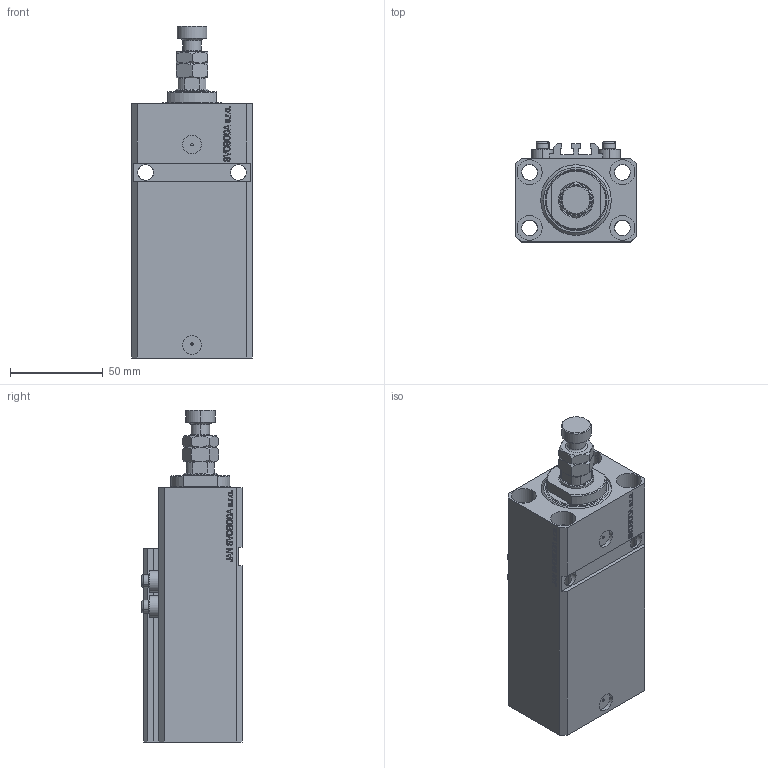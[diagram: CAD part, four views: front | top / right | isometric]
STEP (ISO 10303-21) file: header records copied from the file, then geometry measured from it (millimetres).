
FILE_DESCRIPTION (( 'STEP AP203' ), '1' );
FILE_NAME ('73a3.STEP', '2022-04-09T15:51:00', ( '' ), ( '' ), 'SwSTEP 2.0', 'SolidWorks 2019', '' );
FILE_SCHEMA (( 'CONFIG_CONTROL_DESIGN' ));
Length unit declared in the file: millimetre
Products named in the file (6): 73a3; ALLEN BOLT V250CE e096ea5c0875603cc7d97bcfc6e4479a; MFA e096ea5c0875603cc7d97bcfc6e4479a; V250CE_VC_E e096ea5c0875603cc7d97bcfc6e4479a; V250CE_C_VCP e096ea5c0875603cc7d97bcfc6e4479a; V250CE_E_Body e096ea5c0875603cc7d97bcfc6e4479a
Assembly tree (8 placements, depth 2):
  73a3
    V250CE_E_Body e096ea5c0875603cc7d97bcfc6e4479a
    ALLEN BOLT V250CE e096ea5c0875603cc7d97bcfc6e4479a  x4
    V250CE_C_VCP e096ea5c0875603cc7d97bcfc6e4479a
    V250CE_VC_E e096ea5c0875603cc7d97bcfc6e4479a
    MFA e096ea5c0875603cc7d97bcfc6e4479a
Bounding box: 65 x 54 x 178.9 mm (x, y, z)
Volume: 359379.3 mm3; surface area: 96695.6 mm2
Topology: 9 solids, 9 shells, 1119 faces, 2779 edges, 1794 vertices
Faces by surface type: plane 527, bspline 360, cylinder 130, cone 84, torus 18
Entity records: 48854 total; most frequent: CARTESIAN_POINT 25567, ORIENTED_EDGE 5248, DIRECTION 3454, EDGE_CURVE 2624, VERTEX_POINT 1710, VECTOR 1540, LINE 1540, EDGE_LOOP 1180
